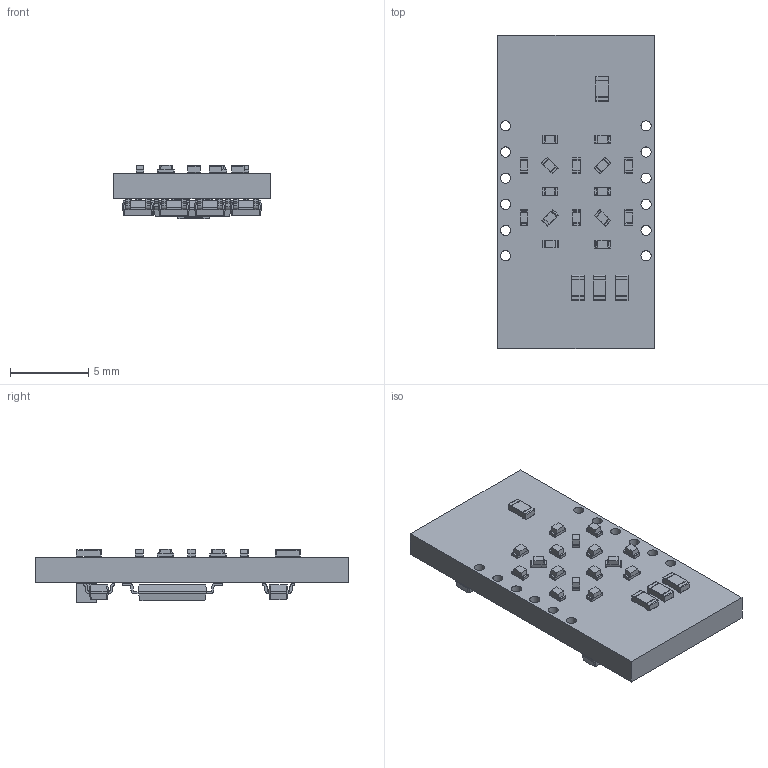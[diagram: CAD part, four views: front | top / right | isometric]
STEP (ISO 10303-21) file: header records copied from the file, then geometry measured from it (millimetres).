
FILE_DESCRIPTION(('KiCad electronic assembly'),'2;1');
FILE_NAME('StarBurstDigits.step','2020-08-06T19:39:15',('An Author'),( 'A Company'),'Open CASCADE STEP processor 6.9', 'KiCad to STEP converter','Unknown');
FILE_SCHEMA(('AUTOMOTIVE_DESIGN { 1 0 10303 214 1 1 1 1 }'));
Length unit declared in the file: millimetre
Products named in the file (12): Open CASCADE STEP translator 6.9 1; LED_0402_1005Metric; SOLID; R_0603_1608Metric; C_0805_2012Metric; SOT-323_SC-70; TSSOP-16_4.4x5mm_P0.65mm; COMPOUND
Assembly tree (33 placements, depth 3):
  Open CASCADE STEP translator 6.9 1
    LED_0402_1005Metric  x16
      SOLID
    R_0603_1608Metric  x4
      SOLID
    C_0805_2012Metric
      SOLID
    SOT-323_SC-70  x5
      SOLID
    TSSOP-16_4.4x5mm_P0.65mm
      SOLID
    COMPOUND
Bounding box: 10 x 20 x 3.45 mm (x, y, z)
Volume: 354.9 mm3; surface area: 733.7 mm2
Topology: 28 solids, 28 shells, 1593 faces, 4124 edges, 2606 vertices
Faces by surface type: plane 1121, cylinder 309, bspline 163
Full cylindrical faces by diameter (mm): 0.5 x1, 0.65 x12
Entity records: 33795 total; most frequent: CARTESIAN_POINT 6434, DIRECTION 4435, LINE 2982, VECTOR 2982, ORIENTED_EDGE 2410, PCURVE 2410, DEFINITIONAL_REPRESENTATION 2410, EDGE_CURVE 1205
